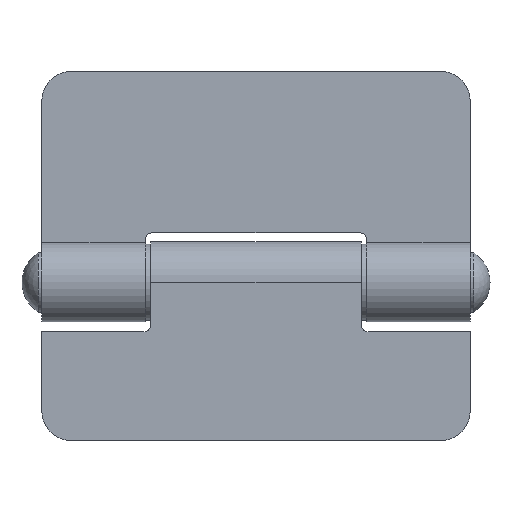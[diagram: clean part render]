
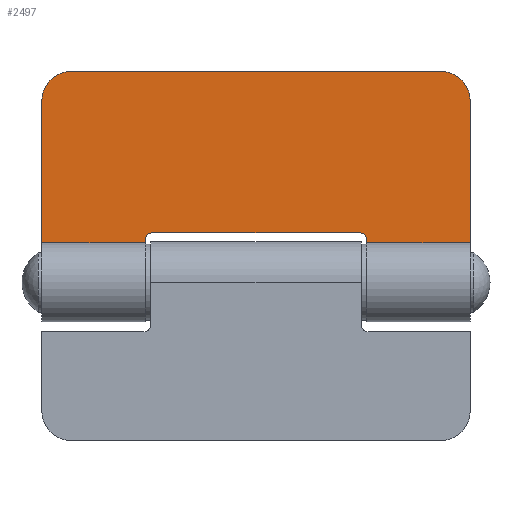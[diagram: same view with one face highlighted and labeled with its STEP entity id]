
A CAD part, front view. The second image highlights one B-rep face of the part: STEP entity #2497.
In plain terms, the highlighted face is planar.
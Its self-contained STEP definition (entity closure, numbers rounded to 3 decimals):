
#866 = CARTESIAN_POINT ( 'NONE',  ( 15.8, -3., 7.5 ) ) ;
#869 = DIRECTION ( 'NONE',  ( 0., 0., 1. ) ) ;
#870 = VECTOR ( 'NONE', #869, 1000. ) ;
#871 = CARTESIAN_POINT ( 'NONE',  ( -32.5, -3., 0. ) ) ;
#872 = LINE ( 'NONE', #871, #870 ) ;
#938 = DIRECTION ( 'NONE',  ( 0., 0., -1. ) ) ;
#939 = DIRECTION ( 'NONE',  ( 0., 1., 0. ) ) ;
#940 = CARTESIAN_POINT ( 'NONE',  ( 28., -3., 27.5 ) ) ;
#941 = AXIS2_PLACEMENT_3D ( 'NONE', #940, #939, #938 ) ;
#955 = CIRCLE ( 'NONE', #941, 4.5 ) ;
#1031 = EDGE_CURVE ( 'NONE', #1107, #1114, #955, .T. ) ;
#1047 = VERTEX_POINT ( 'NONE', #866 ) ;
#1052 = EDGE_CURVE ( 'NONE', #2484, #1065, #872, .T. ) ;
#1053 = EDGE_CURVE ( 'NONE', #1107, #1113, #1164, .T. ) ;
#1058 = ORIENTED_EDGE ( 'NONE', *, *, #1059, .F. ) ;
#1059 = EDGE_CURVE ( 'NONE', #2425, #1114, #1146, .T. ) ;
#1061 = EDGE_CURVE ( 'NONE', #2495, #1062, #1207, .T. ) ;
#1062 = VERTEX_POINT ( 'NONE', #1144 ) ;
#1064 = ORIENTED_EDGE ( 'NONE', *, *, #1098, .T. ) ;
#1065 = VERTEX_POINT ( 'NONE', #1254 ) ;
#1072 = ORIENTED_EDGE ( 'NONE', *, *, #2455, .T. ) ;
#1073 = ORIENTED_EDGE ( 'NONE', *, *, #1106, .T. ) ;
#1074 = ORIENTED_EDGE ( 'NONE', *, *, #1052, .T. ) ;
#1086 = ORIENTED_EDGE ( 'NONE', *, *, #1053, .F. ) ;
#1087 = ORIENTED_EDGE ( 'NONE', *, *, #1116, .T. ) ;
#1098 = EDGE_CURVE ( 'NONE', #1065, #1113, #1201, .T. ) ;
#1104 = ORIENTED_EDGE ( 'NONE', *, *, #1061, .T. ) ;
#1106 = EDGE_CURVE ( 'NONE', #1120, #1047, #1169, .T. ) ;
#1107 = VERTEX_POINT ( 'NONE', #1157 ) ;
#1113 = VERTEX_POINT ( 'NONE', #1186 ) ;
#1114 = VERTEX_POINT ( 'NONE', #1185 ) ;
#1116 = EDGE_CURVE ( 'NONE', #2393, #1120, #1184, .T. ) ;
#1118 = ORIENTED_EDGE ( 'NONE', *, *, #1031, .T. ) ;
#1120 = VERTEX_POINT ( 'NONE', #1134 ) ;
#1134 = CARTESIAN_POINT ( 'NONE',  ( 16.8, -3., 6.5 ) ) ;
#1135 = DIRECTION ( 'NONE',  ( 0., 0., 1. ) ) ;
#1136 = VECTOR ( 'NONE', #1135, 1000. ) ;
#1138 = DIRECTION ( 'NONE',  ( 0., 0., -1. ) ) ;
#1139 = DIRECTION ( 'NONE',  ( 0., -1., 0. ) ) ;
#1140 = CARTESIAN_POINT ( 'NONE',  ( -15.8, -3., 6.5 ) ) ;
#1141 = AXIS2_PLACEMENT_3D ( 'NONE', #1140, #1139, #1138 ) ;
#1144 = CARTESIAN_POINT ( 'NONE',  ( -16.8, -3., 6.5 ) ) ;
#1145 = DIRECTION ( 'NONE',  ( -1., 0., 0. ) ) ;
#1146 = LINE ( 'NONE', #1182, #1181 ) ;
#1157 = CARTESIAN_POINT ( 'NONE',  ( 28., -3., 32. ) ) ;
#1158 = DIRECTION ( 'NONE',  ( 0., 0., -1. ) ) ;
#1163 = CARTESIAN_POINT ( 'NONE',  ( 32.5, -3., 32. ) ) ;
#1164 = LINE ( 'NONE', #1163, #1223 ) ;
#1166 = DIRECTION ( 'NONE',  ( 0., -1., 0. ) ) ;
#1167 = CARTESIAN_POINT ( 'NONE',  ( 15.8, -3., 6.5 ) ) ;
#1168 = AXIS2_PLACEMENT_3D ( 'NONE', #1167, #1166, #1158 ) ;
#1169 = CIRCLE ( 'NONE', #1168, 1. ) ;
#1180 = DIRECTION ( 'NONE',  ( 0., 0., 1. ) ) ;
#1181 = VECTOR ( 'NONE', #1180, 1000. ) ;
#1182 = CARTESIAN_POINT ( 'NONE',  ( 32.5, -3., 0. ) ) ;
#1183 = CARTESIAN_POINT ( 'NONE',  ( 16.8, -3., 0. ) ) ;
#1184 = LINE ( 'NONE', #1183, #1136 ) ;
#1185 = CARTESIAN_POINT ( 'NONE',  ( 32.5, -3., 27.5 ) ) ;
#1186 = CARTESIAN_POINT ( 'NONE',  ( -28., -3., 32. ) ) ;
#1197 = DIRECTION ( 'NONE',  ( 0., 0., -1. ) ) ;
#1198 = DIRECTION ( 'NONE',  ( 0., 1., 0. ) ) ;
#1199 = CARTESIAN_POINT ( 'NONE',  ( -28., -3., 27.5 ) ) ;
#1200 = AXIS2_PLACEMENT_3D ( 'NONE', #1199, #1198, #1197 ) ;
#1201 = CIRCLE ( 'NONE', #1200, 4.5 ) ;
#1207 = CIRCLE ( 'NONE', #1141, 1. ) ;
#1223 = VECTOR ( 'NONE', #1145, 1000. ) ;
#1254 = CARTESIAN_POINT ( 'NONE',  ( -32.5, -3., 27.5 ) ) ;
#1339 = CARTESIAN_POINT ( 'NONE',  ( 16.8, -3., 0. ) ) ;
#1448 = CARTESIAN_POINT ( 'NONE',  ( -16.8, -3., 0. ) ) ;
#1536 = DIRECTION ( 'NONE',  ( -1., 0., 0. ) ) ;
#1540 = VECTOR ( 'NONE', #1536, 1000. ) ;
#1545 = CARTESIAN_POINT ( 'NONE',  ( 32.5, -3., 0. ) ) ;
#1546 = CARTESIAN_POINT ( 'NONE',  ( 32.5, -3., 0. ) ) ;
#1549 = LINE ( 'NONE', #1545, #1540 ) ;
#1558 = CARTESIAN_POINT ( 'NONE',  ( -32.5, -3., 0. ) ) ;
#1595 = DIRECTION ( 'NONE',  ( -1., 0., 0. ) ) ;
#1639 = DIRECTION ( 'NONE',  ( 0., 0., -1. ) ) ;
#1640 = VECTOR ( 'NONE', #1639, 1000. ) ;
#1641 = CARTESIAN_POINT ( 'NONE',  ( -16.8, -3., 0. ) ) ;
#1642 = LINE ( 'NONE', #1641, #1640 ) ;
#1649 = DIRECTION ( 'NONE',  ( -1., 0., 0. ) ) ;
#1650 = VECTOR ( 'NONE', #1649, 1000. ) ;
#1651 = CARTESIAN_POINT ( 'NONE',  ( 32.5, -3., 7.5 ) ) ;
#1652 = LINE ( 'NONE', #1651, #1650 ) ;
#1663 = VECTOR ( 'NONE', #1595, 1000. ) ;
#1680 = LINE ( 'NONE', #1715, #1663 ) ;
#1690 = DIRECTION ( 'NONE',  ( 0., 0., -1. ) ) ;
#1691 = DIRECTION ( 'NONE',  ( 0., -1., 0. ) ) ;
#1692 = CARTESIAN_POINT ( 'NONE',  ( 32.5, -3., 0. ) ) ;
#1693 = AXIS2_PLACEMENT_3D ( 'NONE', #1692, #1691, #1690 ) ;
#1694 = PLANE ( 'NONE',  #1693 ) ;
#1695 = FACE_OUTER_BOUND ( 'NONE', #2526, .T. ) ;
#1697 = CARTESIAN_POINT ( 'NONE',  ( -15.8, -3., 7.5 ) ) ;
#1715 = CARTESIAN_POINT ( 'NONE',  ( 32.5, -3., 0. ) ) ;
#2390 = VERTEX_POINT ( 'NONE', #1448 ) ;
#2393 = VERTEX_POINT ( 'NONE', #1339 ) ;
#2417 = EDGE_CURVE ( 'NONE', #2425, #2393, #1549, .T. ) ;
#2425 = VERTEX_POINT ( 'NONE', #1546 ) ;
#2455 = EDGE_CURVE ( 'NONE', #2390, #2484, #1680, .T. ) ;
#2484 = VERTEX_POINT ( 'NONE', #1558 ) ;
#2493 = ORIENTED_EDGE ( 'NONE', *, *, #2494, .T. ) ;
#2494 = EDGE_CURVE ( 'NONE', #1047, #2495, #1652, .T. ) ;
#2495 = VERTEX_POINT ( 'NONE', #1697 ) ;
#2497 = ADVANCED_FACE ( 'NONE', ( #1695 ), #1694, .F. ) ;
#2501 = ORIENTED_EDGE ( 'NONE', *, *, #2502, .T. ) ;
#2502 = EDGE_CURVE ( 'NONE', #1062, #2390, #1642, .T. ) ;
#2526 = EDGE_LOOP ( 'NONE', ( #2527, #1087, #1073, #2493, #1104, #2501, #1072, #1074, #1064, #1086, #1118, #1058 ) ) ;
#2527 = ORIENTED_EDGE ( 'NONE', *, *, #2417, .T. ) ;
